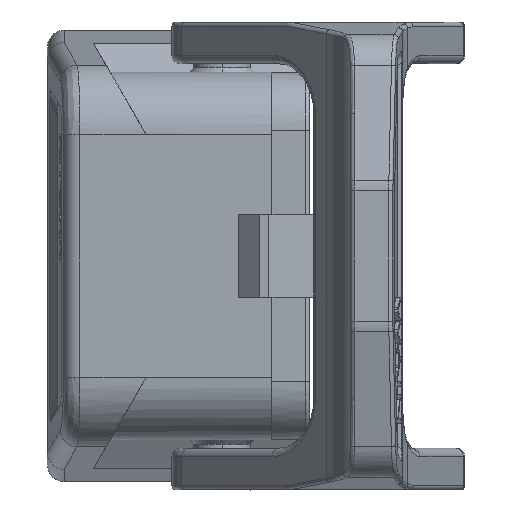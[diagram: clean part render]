
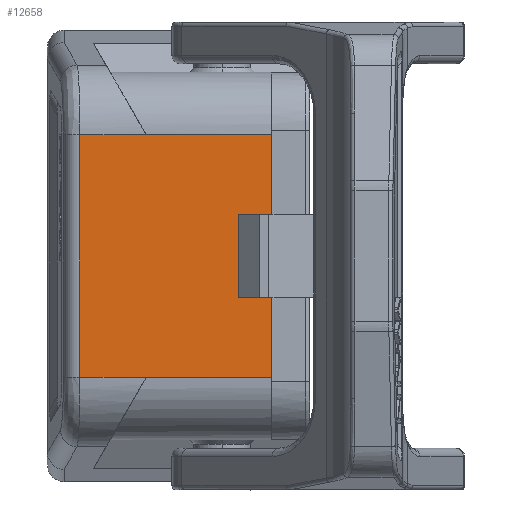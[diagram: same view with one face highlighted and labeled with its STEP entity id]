
A CAD part, left-side view. The second image highlights one B-rep face of the part: STEP entity #12658.
In plain terms, the highlighted planar face has unit normal (-1, 0.011, 0).
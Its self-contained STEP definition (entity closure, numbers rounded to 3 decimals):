
#853=DIRECTION('',(0.01,1.,-0.001));
#854=VECTOR('',#853,7.937);
#855=CARTESIAN_POINT('',(-60.41,9.186,-14.527));
#856=LINE('',#855,#854);
#885=DIRECTION('',(-0.01,-1.,0.));
#886=VECTOR('',#885,4.);
#887=CARTESIAN_POINT('',(-60.525,-1.8,-5.));
#888=LINE('',#887,#886);
#909=DIRECTION('',(0.,0.,-1.));
#910=VECTOR('',#909,10.);
#911=CARTESIAN_POINT('',(-60.525,-1.8,5.));
#912=LINE('',#911,#910);
#917=DIRECTION('',(0.01,1.,0.));
#918=VECTOR('',#917,4.);
#919=CARTESIAN_POINT('',(-60.566,-5.8,5.));
#920=LINE('',#919,#918);
#933=CARTESIAN_POINT('',(-60.566,-5.8,-14.5));
#938=DIRECTION('',(0.,0.,-1.));
#939=VECTOR('',#938,9.5);
#940=CARTESIAN_POINT('',(-60.566,-5.8,-5.));
#941=LINE('',#940,#939);
#946=DIRECTION('',(0.,0.,-1.));
#947=VECTOR('',#946,9.5);
#948=CARTESIAN_POINT('',(-60.566,-5.8,14.5));
#949=LINE('',#948,#947);
#953=CARTESIAN_POINT('',(-60.566,-5.8,14.5));
#993=CARTESIAN_POINT('',(-60.41,9.17,-14.5));
#994=CARTESIAN_POINT('',(-60.41,9.172,-14.505));
#995=CARTESIAN_POINT('',(-60.41,9.178,-14.514));
#996=CARTESIAN_POINT('',(-60.41,9.183,-14.523));
#997=CARTESIAN_POINT('',(-60.41,9.186,-14.527));
#999=DIRECTION('',(0.01,1.,0.));
#1000=VECTOR('',#999,14.971);
#1001=CARTESIAN_POINT('',(-60.566,-5.8,-14.5));
#1002=LINE('',#1001,#1000);
#3862=DIRECTION('',(-0.01,-1.,-0.001));
#3863=VECTOR('',#3862,7.937);
#3864=CARTESIAN_POINT('',(-60.326,17.122,14.536));
#3865=LINE('',#3864,#3863);
#5067=DIRECTION('',(0.,0.,1.));
#5068=VECTOR('',#5067,29.073);
#5069=CARTESIAN_POINT('',(-60.326,17.122,
-14.536));
#5070=LINE('',#5069,#5068);
#9002=DIRECTION('',(-0.01,-1.,0.));
#9003=VECTOR('',#9002,14.971);
#9004=CARTESIAN_POINT('',(-60.41,9.17,14.5));
#9005=LINE('',#9004,#9003);
#9006=CARTESIAN_POINT('',(-60.41,9.186,14.527));
#9007=CARTESIAN_POINT('',(-60.41,9.183,14.523));
#9008=CARTESIAN_POINT('',(-60.41,9.178,14.514));
#9009=CARTESIAN_POINT('',(-60.41,9.172,14.505));
#9010=CARTESIAN_POINT('',(-60.41,9.17,14.5));
#9117=VERTEX_POINT('',#933);
#9125=VERTEX_POINT('',#953);
#9126=CARTESIAN_POINT('',(-60.566,-5.8,5.));
#9127=VERTEX_POINT('',#9126);
#9132=CARTESIAN_POINT('',(-60.566,-5.8,-5.));
#9133=VERTEX_POINT('',#9132);
#9140=CARTESIAN_POINT('',(-60.525,-1.8,-5.));
#9141=VERTEX_POINT('',#9140);
#9144=CARTESIAN_POINT('',(-60.525,-1.8,5.));
#9146=VERTEX_POINT('',#9144);
#9432=CARTESIAN_POINT('',(-60.41,9.17,14.5));
#9433=VERTEX_POINT('',#9432);
#9434=CARTESIAN_POINT('',(-60.326,17.122,14.536));
#9435=CARTESIAN_POINT('',(-60.41,9.186,14.527));
#9436=VERTEX_POINT('',#9434);
#9437=VERTEX_POINT('',#9435);
#9438=CARTESIAN_POINT('',(-60.326,17.122,
-14.536));
#9439=VERTEX_POINT('',#9438);
#9440=CARTESIAN_POINT('',(-60.41,9.186,
-14.527));
#9441=VERTEX_POINT('',#9440);
#9442=CARTESIAN_POINT('',(-60.41,9.17,-14.5));
#9443=VERTEX_POINT('',#9442);
#12628=CARTESIAN_POINT('',(-60.6,-8.999,0.));
#12629=DIRECTION('',(-1.,0.01,0.));
#12630=DIRECTION('',(-0.01,-1.,0.));
#12631=AXIS2_PLACEMENT_3D('',#12628,#12629,#12630);
#12632=PLANE('',#12631);
#12634=ORIENTED_EDGE('',*,*,#12633,.T.);
#12636=ORIENTED_EDGE('',*,*,#12635,.T.);
#12638=ORIENTED_EDGE('',*,*,#12637,.T.);
#12640=ORIENTED_EDGE('',*,*,#12639,.T.);
#12641=ORIENTED_EDGE('',*,*,#12618,.T.);
#12643=ORIENTED_EDGE('',*,*,#12642,.T.);
#12645=ORIENTED_EDGE('',*,*,#12644,.T.);
#12647=ORIENTED_EDGE('',*,*,#12646,.T.);
#12649=ORIENTED_EDGE('',*,*,#12648,.T.);
#12651=ORIENTED_EDGE('',*,*,#12650,.T.);
#12653=ORIENTED_EDGE('',*,*,#12652,.T.);
#12655=ORIENTED_EDGE('',*,*,#12654,.T.);
#12656=EDGE_LOOP('',(#12634,#12636,#12638,#12640,#12641,#12643,#12645,#12647,
#12649,#12651,#12653,#12655));
#12657=FACE_OUTER_BOUND('',#12656,.F.);
#12658=ADVANCED_FACE('',(#12657),#12632,.T.);
#998=B_SPLINE_CURVE_WITH_KNOTS('',3,(#993,#994,#995,#996,#997),.UNSPECIFIED.,
.F.,.F.,(4,1,4),(0.,0.5,1.),.UNSPECIFIED.);
#9011=B_SPLINE_CURVE_WITH_KNOTS('',3,(#9006,#9007,#9008,#9009,#9010),
.UNSPECIFIED.,.F.,.F.,(4,1,4),(0.,0.5,1.),.UNSPECIFIED.);
#12618=EDGE_CURVE('',#9441,#9439,#856,.T.);
#12633=EDGE_CURVE('',#9141,#9133,#888,.T.);
#12635=EDGE_CURVE('',#9133,#9117,#941,.T.);
#12637=EDGE_CURVE('',#9117,#9443,#1002,.T.);
#12639=EDGE_CURVE('',#9443,#9441,#998,.T.);
#12642=EDGE_CURVE('',#9439,#9436,#5070,.T.);
#12644=EDGE_CURVE('',#9436,#9437,#3865,.T.);
#12646=EDGE_CURVE('',#9437,#9433,#9011,.T.);
#12648=EDGE_CURVE('',#9433,#9125,#9005,.T.);
#12650=EDGE_CURVE('',#9125,#9127,#949,.T.);
#12652=EDGE_CURVE('',#9127,#9146,#920,.T.);
#12654=EDGE_CURVE('',#9146,#9141,#912,.T.);
